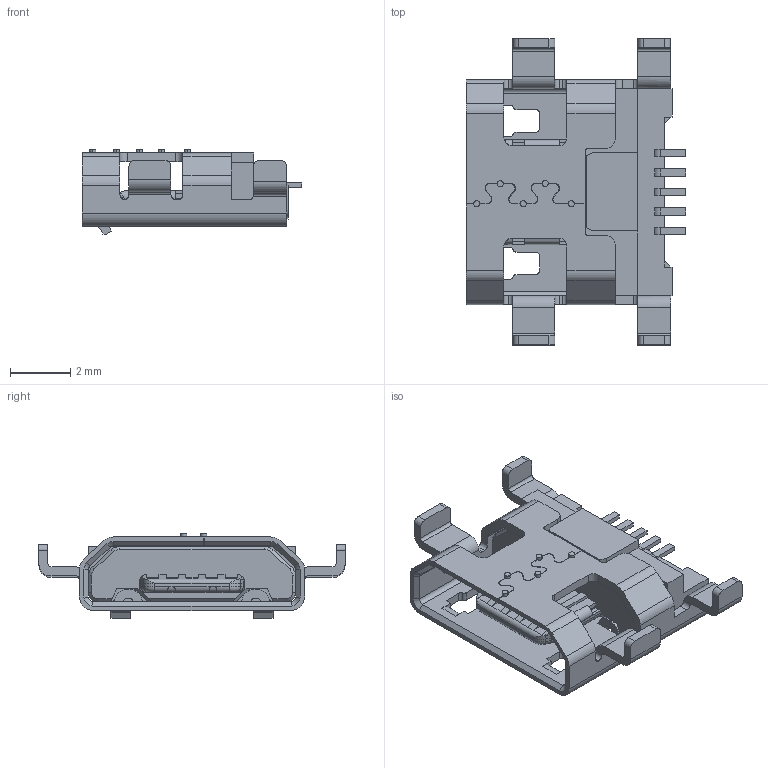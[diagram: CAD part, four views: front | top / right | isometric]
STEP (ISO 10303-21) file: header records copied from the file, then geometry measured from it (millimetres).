
FILE_DESCRIPTION(('CoCreate Modeling STEP Export'),'2;1');
FILE_NAME('wrtw.stp','2018-03-01T15:26:09',(''),(''),'CoCreate Modeling STEP processor for AP214 (Solid Model)','CoCreate Modeling 16.00 13-May-2008 (C) Parametric Technology GmbH','');
FILE_SCHEMA(('AUTOMOTIVE_DESIGN { 1 0 10303 214 1 1 1 1 }'));
Length unit declared in the file: millimetre
Products named in the file (30): PLATE_02-1_0813_1_1_1_2_1-37950; TERMINAL; 4DIP08XIAWUFANBIAN_ASM; 1111_STP_1_2_1; A1; 4_3_1.1; HOUSING_2; 1111_STP_1_2_1_1; _X2_5E2694C172476C89677F_X0_1_0; _1_0__ASM; _1_0__asm.stp
Assembly tree (29 placements, depth 8):
  _1_0__asm.stp
    _1_0__ASM
      _X2_5E2694C172476C89677F_X0_1_0
        1111_STP_1_2_1_1
          1111_STP_1_2_1
            4DIP08XIAWUFANBIAN_ASM
              TERMINAL
          4DIP08XIAWUFANBIAN_ASM
            TERMINAL
          A1
            4DIP08XIAWUFANBIAN_ASM
              TERMINAL
            1111_STP_1_2_1
              4DIP08XIAWUFANBIAN_ASM
                TERMINAL
        HOUSING_2
        1111_STP_1_2_1
          1111_STP_1_2_1
            4DIP08XIAWUFANBIAN_ASM
              TERMINAL
          4DIP08XIAWUFANBIAN_ASM
            TERMINAL
              4_3_1.1
          A1
            4DIP08XIAWUFANBIAN_ASM
              TERMINAL
            1111_STP_1_2_1
              4DIP08XIAWUFANBIAN_ASM
                TERMINAL
        PLATE_02-1_0813_1_1_1_2_1-37950
Bounding box: 7.3 x 10.2 x 2.8 mm (x, y, z)
Volume: 65.2 mm3; surface area: 329.6 mm2
Topology: 3 solids, 3 shells, 925 faces, 2710 edges, 1725 vertices
Faces by surface type: plane 582, cylinder 319, torus 12, cone 8, bspline 4
Entity records: 31691 total; most frequent: CARTESIAN_POINT 6646, ORIENTED_EDGE 5466, DIRECTION 4863, EDGE_CURVE 2708, VECTOR 1877, LINE 1877, VERTEX_POINT 1725, AXIS2_PLACEMENT_3D 1493
